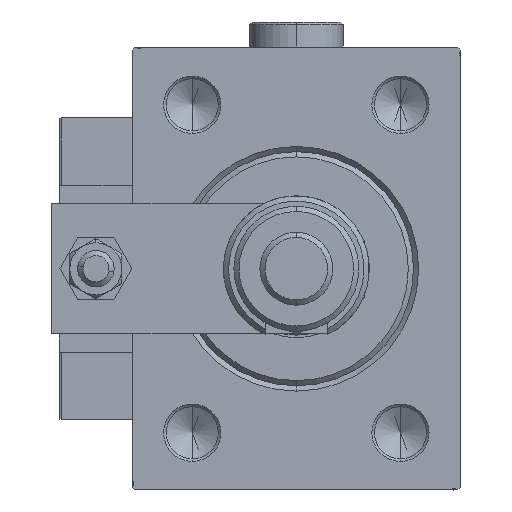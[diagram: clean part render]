
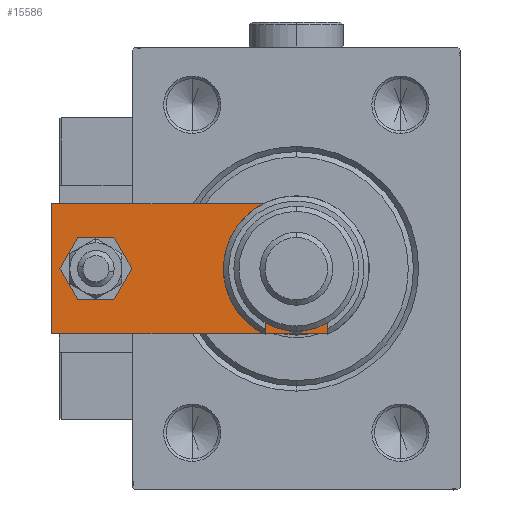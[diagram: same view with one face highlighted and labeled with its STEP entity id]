
A CAD part, left-side view. The second image highlights one B-rep face of the part: STEP entity #15586.
In plain terms, the highlighted face is planar.
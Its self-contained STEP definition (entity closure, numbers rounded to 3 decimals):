
#72 = CARTESIAN_POINT ( 'NONE',  ( 12.5, 60., 6. ) ) ;
#333 = VERTEX_POINT ( 'NONE', #38624 ) ;
#537 = ORIENTED_EDGE ( 'NONE', *, *, #20722, .T. ) ;
#831 = CARTESIAN_POINT ( 'NONE',  ( 2.75, -2.75, 6. ) ) ;
#903 = CIRCLE ( 'NONE', #30425, 8.25 ) ;
#1662 = CARTESIAN_POINT ( 'NONE',  ( 12.5, 7., 6. ) ) ;
#2372 = CARTESIAN_POINT ( 'NONE',  ( 4., 51.5, 6. ) ) ;
#3541 = ORIENTED_EDGE ( 'NONE', *, *, #32963, .F. ) ;
#4753 = VERTEX_POINT ( 'NONE', #29543 ) ;
#4830 = DIRECTION ( 'NONE',  ( 0., 0., 1. ) ) ;
#5549 = VERTEX_POINT ( 'NONE', #41726 ) ;
#8480 = VERTEX_POINT ( 'NONE', #47525 ) ;
#8484 = FACE_BOUND ( 'NONE', #18382, .T. ) ;
#8743 = ORIENTED_EDGE ( 'NONE', *, *, #50248, .F. ) ;
#9365 = CIRCLE ( 'NONE', #49635, 4. ) ;
#9729 = EDGE_CURVE ( 'NONE', #333, #37103, #903, .T. ) ;
#10564 = EDGE_CURVE ( 'NONE', #8480, #37753, #33710, .T. ) ;
#11033 = LINE ( 'NONE', #23653, #15787 ) ;
#11078 = EDGE_LOOP ( 'NONE', ( #8743, #36357 ) ) ;
#11898 = ORIENTED_EDGE ( 'NONE', *, *, #51380, .T. ) ;
#12238 = AXIS2_PLACEMENT_3D ( 'NONE', #44203, #53441, #31897 ) ;
#15148 = CARTESIAN_POINT ( 'NONE',  ( -12.5, 60., 6. ) ) ;
#15509 = DIRECTION ( 'NONE',  ( 0., 1., 0. ) ) ;
#15586 = ADVANCED_FACE ( 'NONE', ( #38177, #55247, #8484 ), #42380, .T. ) ;
#15787 = VECTOR ( 'NONE', #15509, 1000. ) ;
#15861 = CARTESIAN_POINT ( 'NONE',  ( -12.5, 0., 6. ) ) ;
#16144 = LINE ( 'NONE', #15861, #29379 ) ;
#16308 = VERTEX_POINT ( 'NONE', #2372 ) ;
#17467 = VERTEX_POINT ( 'NONE', #1662 ) ;
#18382 = EDGE_LOOP ( 'NONE', ( #3541, #22263 ) ) ;
#18839 = DIRECTION ( 'NONE',  ( 0., 0., 1. ) ) ;
#19259 = DIRECTION ( 'NONE',  ( 1., 0., 0. ) ) ;
#19764 = CARTESIAN_POINT ( 'NONE',  ( -12.5, 60., 6. ) ) ;
#20224 = VERTEX_POINT ( 'NONE', #35477 ) ;
#20720 = CARTESIAN_POINT ( 'NONE',  ( -8.25, 13., 6. ) ) ;
#20722 = EDGE_CURVE ( 'NONE', #17467, #8480, #11033, .T. ) ;
#22263 = ORIENTED_EDGE ( 'NONE', *, *, #9729, .F. ) ;
#23228 = CARTESIAN_POINT ( 'NONE',  ( 0., 13., 6. ) ) ;
#23653 = CARTESIAN_POINT ( 'NONE',  ( 12.5, 0., 6. ) ) ;
#24549 = EDGE_CURVE ( 'NONE', #26995, #4753, #26974, .T. ) ;
#24751 = EDGE_CURVE ( 'NONE', #16308, #20224, #9365, .T. ) ;
#26974 = LINE ( 'NONE', #44033, #40695 ) ;
#26995 = VERTEX_POINT ( 'NONE', #38378 ) ;
#27779 = LINE ( 'NONE', #15148, #43810 ) ;
#29379 = VECTOR ( 'NONE', #19259, 1000. ) ;
#29543 = CARTESIAN_POINT ( 'NONE',  ( -5.5, 0., 6. ) ) ;
#30127 = CIRCLE ( 'NONE', #12238, 8.25 ) ;
#30178 = VECTOR ( 'NONE', #52903, 1000. ) ;
#30425 = AXIS2_PLACEMENT_3D ( 'NONE', #23228, #36099, #53161 ) ;
#31897 = DIRECTION ( 'NONE',  ( 1., 0., 0. ) ) ;
#32963 = EDGE_CURVE ( 'NONE', #37103, #333, #30127, .T. ) ;
#32986 = ORIENTED_EDGE ( 'NONE', *, *, #38890, .T. ) ;
#33710 = LINE ( 'NONE', #72, #34934 ) ;
#33986 = DIRECTION ( 'NONE',  ( 1., 0., 0. ) ) ;
#34934 = VECTOR ( 'NONE', #50500, 1000. ) ;
#35477 = CARTESIAN_POINT ( 'NONE',  ( -4., 51.5, 6. ) ) ;
#36099 = DIRECTION ( 'NONE',  ( 0., 0., 1. ) ) ;
#36357 = ORIENTED_EDGE ( 'NONE', *, *, #24751, .F. ) ;
#36487 = AXIS2_PLACEMENT_3D ( 'NONE', #55112, #41963, #43063 ) ;
#37020 = CARTESIAN_POINT ( 'NONE',  ( 0., 51.5, 6. ) ) ;
#37103 = VERTEX_POINT ( 'NONE', #20720 ) ;
#37753 = VERTEX_POINT ( 'NONE', #19764 ) ;
#38177 = FACE_BOUND ( 'NONE', #11078, .T. ) ;
#38281 = CIRCLE ( 'NONE', #36487, 4. ) ;
#38378 = CARTESIAN_POINT ( 'NONE',  ( -12.5, 7., 6. ) ) ;
#38624 = CARTESIAN_POINT ( 'NONE',  ( 8.25, 13., 6. ) ) ;
#38890 = EDGE_CURVE ( 'NONE', #37753, #26995, #27779, .T. ) ;
#39211 = LINE ( 'NONE', #831, #30178 ) ;
#40695 = VECTOR ( 'NONE', #48514, 1000. ) ;
#41726 = CARTESIAN_POINT ( 'NONE',  ( 5.5, 0., 6. ) ) ;
#41963 = DIRECTION ( 'NONE',  ( 0., 0., 1. ) ) ;
#42380 = PLANE ( 'NONE',  #52110 ) ;
#43063 = DIRECTION ( 'NONE',  ( 1., 0., 0. ) ) ;
#43199 = CARTESIAN_POINT ( 'NONE',  ( 0., 0., 6. ) ) ;
#43810 = VECTOR ( 'NONE', #49591, 1000. ) ;
#44033 = CARTESIAN_POINT ( 'NONE',  ( -2.75, -2.75, 6. ) ) ;
#44203 = CARTESIAN_POINT ( 'NONE',  ( 0., 13., 6. ) ) ;
#44393 = EDGE_LOOP ( 'NONE', ( #32986, #48656, #11898, #55075, #537, #53779 ) ) ;
#47525 = CARTESIAN_POINT ( 'NONE',  ( 12.5, 60., 6. ) ) ;
#48514 = DIRECTION ( 'NONE',  ( 0.707, -0.707, 0. ) ) ;
#48656 = ORIENTED_EDGE ( 'NONE', *, *, #24549, .T. ) ;
#49591 = DIRECTION ( 'NONE',  ( 0., -1., 0. ) ) ;
#49635 = AXIS2_PLACEMENT_3D ( 'NONE', #37020, #18839, #54088 ) ;
#49988 = EDGE_CURVE ( 'NONE', #5549, #17467, #39211, .T. ) ;
#50248 = EDGE_CURVE ( 'NONE', #20224, #16308, #38281, .T. ) ;
#50500 = DIRECTION ( 'NONE',  ( -1., 0., 0. ) ) ;
#51380 = EDGE_CURVE ( 'NONE', #4753, #5549, #16144, .T. ) ;
#52110 = AXIS2_PLACEMENT_3D ( 'NONE', #43199, #4830, #33986 ) ;
#52903 = DIRECTION ( 'NONE',  ( 0.707, 0.707, 0. ) ) ;
#53161 = DIRECTION ( 'NONE',  ( 1., 0., 0. ) ) ;
#53441 = DIRECTION ( 'NONE',  ( 0., 0., 1. ) ) ;
#53779 = ORIENTED_EDGE ( 'NONE', *, *, #10564, .T. ) ;
#54088 = DIRECTION ( 'NONE',  ( 1., 0., 0. ) ) ;
#55075 = ORIENTED_EDGE ( 'NONE', *, *, #49988, .T. ) ;
#55112 = CARTESIAN_POINT ( 'NONE',  ( 0., 51.5, 6. ) ) ;
#55247 = FACE_OUTER_BOUND ( 'NONE', #44393, .T. ) ;
